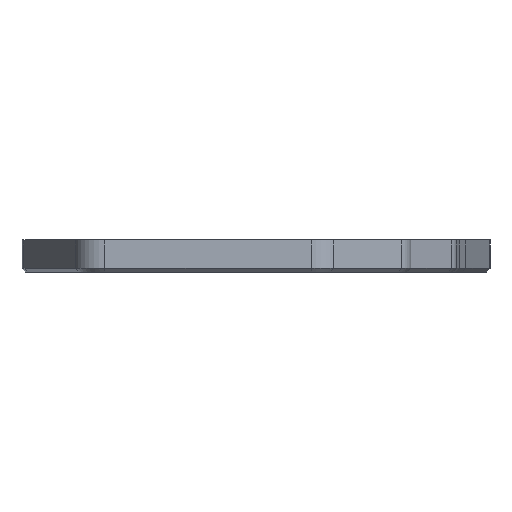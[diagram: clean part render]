
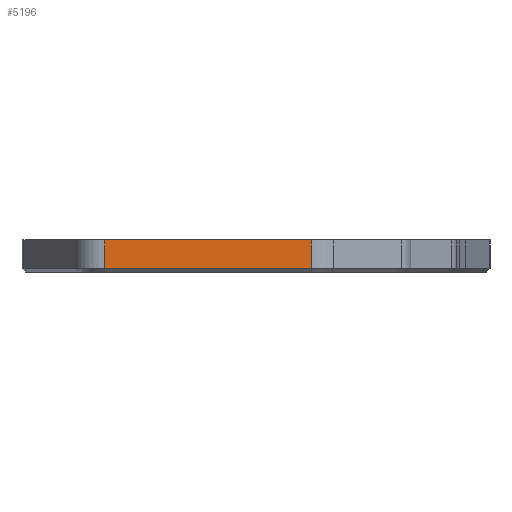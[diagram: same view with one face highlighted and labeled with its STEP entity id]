
A CAD part, left-side view. The second image highlights one B-rep face of the part: STEP entity #5196.
In plain terms, the highlighted planar face has unit normal (-1, 0, 0).
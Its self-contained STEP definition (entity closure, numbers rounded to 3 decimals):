
#97=PLANE('',#5544);
#273=FACE_OUTER_BOUND('',#580,.T.);
#580=EDGE_LOOP('',(#3608,#3609,#3610,#3611));
#910=LINE('',#7792,#1453);
#938=LINE('',#7871,#1481);
#939=LINE('',#7874,#1482);
#940=LINE('',#7875,#1483);
#1453=VECTOR('',#6136,10.);
#1481=VECTOR('',#6218,10.);
#1482=VECTOR('',#6221,10.);
#1483=VECTOR('',#6222,10.);
#2238=VERTEX_POINT('',#7783);
#2240=VERTEX_POINT('',#7789);
#2265=VERTEX_POINT('',#7869);
#2266=VERTEX_POINT('',#7873);
#2747=EDGE_CURVE('',#2238,#2240,#910,.T.);
#2788=EDGE_CURVE('',#2265,#2240,#938,.T.);
#2789=EDGE_CURVE('',#2266,#2265,#939,.T.);
#2790=EDGE_CURVE('',#2266,#2238,#940,.T.);
#3608=ORIENTED_EDGE('',*,*,#2747,.T.);
#3609=ORIENTED_EDGE('',*,*,#2788,.F.);
#3610=ORIENTED_EDGE('',*,*,#2789,.F.);
#3611=ORIENTED_EDGE('',*,*,#2790,.T.);
#5196=ADVANCED_FACE('',(#273),#97,.F.);
#5544=AXIS2_PLACEMENT_3D('',#7872,#6219,#6220);
#6136=DIRECTION('',(0.,-1.,0.));
#6218=DIRECTION('',(0.,0.,-1.));
#6219=DIRECTION('center_axis',(1.,0.,0.));
#6220=DIRECTION('ref_axis',(0.,-1.,0.));
#6221=DIRECTION('',(0.,-1.,0.));
#6222=DIRECTION('',(0.,0.,-1.));
#7783=CARTESIAN_POINT('',(-16.925,65.982,-21.));
#7789=CARTESIAN_POINT('',(-16.925,9.938,-21.));
#7792=CARTESIAN_POINT('',(-16.925,46.916,-21.));
#7869=CARTESIAN_POINT('',(-16.925,9.938,-13.3));
#7871=CARTESIAN_POINT('',(-16.925,9.938,0.));
#7872=CARTESIAN_POINT('Origin',(-16.925,65.982,0.));
#7873=CARTESIAN_POINT('',(-16.925,65.982,-13.3));
#7874=CARTESIAN_POINT('',(-16.925,45.485,-13.3));
#7875=CARTESIAN_POINT('',(-16.925,65.982,0.));
